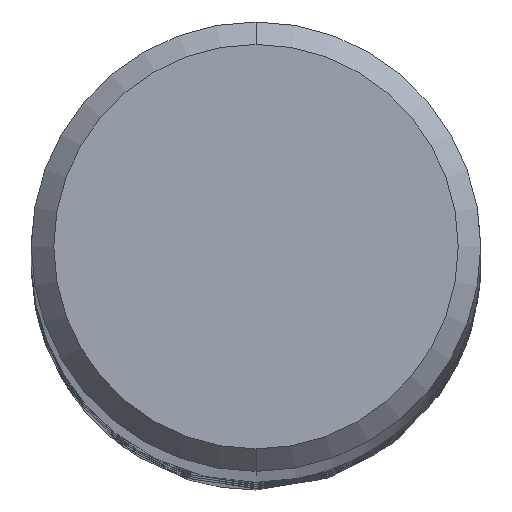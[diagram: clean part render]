
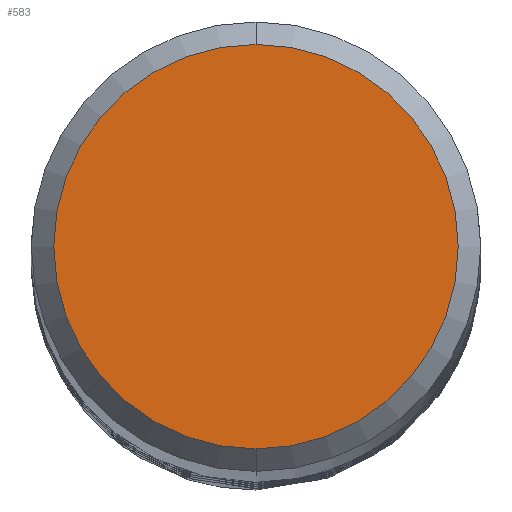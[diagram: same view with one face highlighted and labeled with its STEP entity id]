
A CAD part, top view. The second image highlights one B-rep face of the part: STEP entity #583.
In plain terms, the highlighted planar face has unit normal (0, 0, 1).
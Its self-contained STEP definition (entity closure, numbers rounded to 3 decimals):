
#339=EDGE_CURVE('',#535,#669,#875,.T.);
#535=VERTEX_POINT('',#1091);
#583=ADVANCED_FACE('',(#1146),#1147,.T.);
#669=VERTEX_POINT('',#1241);
#763=EDGE_CURVE('',#669,#535,#1339,.T.);
#875=CIRCLE('',#1706,0.9);
#1091=CARTESIAN_POINT('',(0.0,0.9,0.0));
#1146=FACE_OUTER_BOUND('',#5064,.T.);
#1147=PLANE('',#5065);
#1241=CARTESIAN_POINT('',(0.,-0.9,0.0));
#1339=CIRCLE('',#7699,0.9);
#1706=AXIS2_PLACEMENT_3D('',#8605,#8606,#8607);
#5064=EDGE_LOOP('',(#8971,#8972));
#5065=AXIS2_PLACEMENT_3D('',#8973,#8974,#8975);
#7699=AXIS2_PLACEMENT_3D('',#9129,#9130,#9131);
#8605=CARTESIAN_POINT('',(0.0,0.0,0.0));
#8606=DIRECTION('',(0.0,0.0,-1.0));
#8607=DIRECTION('',(0.0,1.0,0.0));
#8971=ORIENTED_EDGE('',*,*,#339,.F.);
#8972=ORIENTED_EDGE('',*,*,#763,.F.);
#8973=CARTESIAN_POINT('',(0.0,0.45,0.0));
#8974=DIRECTION('',(-0.0,0.0,1.0));
#8975=DIRECTION('',(0.0,-1.0,0.0));
#9129=CARTESIAN_POINT('',(0.0,0.0,0.0));
#9130=DIRECTION('',(0.0,0.0,-1.0));
#9131=DIRECTION('',(0.0,1.0,0.0));
